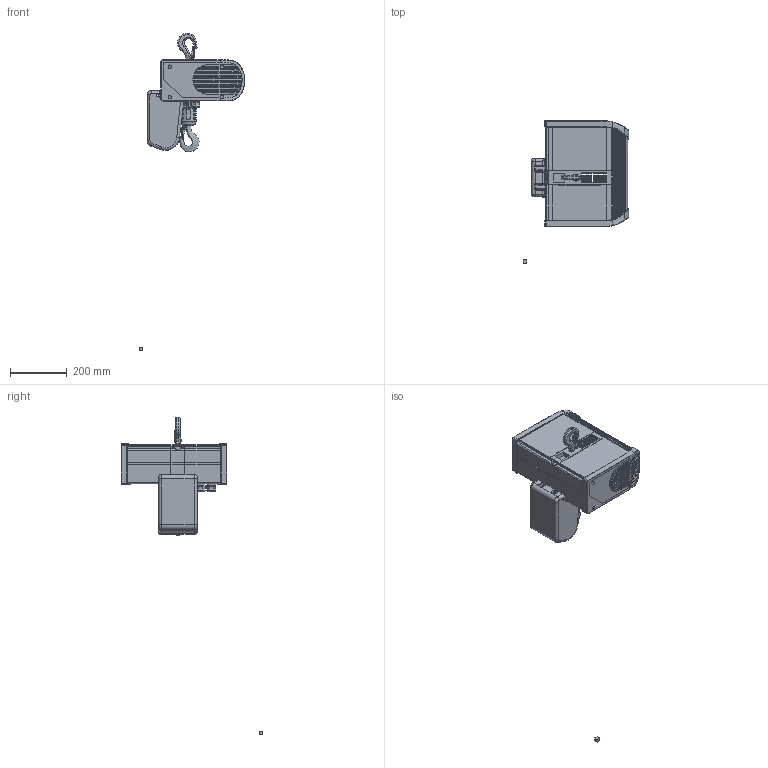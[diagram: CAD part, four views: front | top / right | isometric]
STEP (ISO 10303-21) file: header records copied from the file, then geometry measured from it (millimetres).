
FILE_DESCRIPTION(('STEP AP214'),'1');
FILE_NAME('temp1.stp','2014-09-19T05:12:34',(' '),(' '),'Spatial InterOp 3D',' ',' ');
FILE_SCHEMA(('automotive_design'));
Length unit declared in the file: millimetre
Products named in the file (22): Crane_3D; Fixing; Cover_1; Konecranes_cover1; Konecranes_cover2; Konecranes_cover3; H1-1448584_CLX02-koukku; Frame2; Hoi_K2_center_frame2; Hoi_K2_Left_frame2; Hoi_K2_Right_frame2; EL_plugs; HoiChaBag_K2_2; Hoi_KX2_Upp_Hook; 02fix; 53101527_1; Hook_KX012_2; Block_KX2_11; Hook_RSN012; 53101580_3_MODEL-2; Part_constr_2d
Assembly tree (21 placements, depth 4):
  Crane_3D
    Fixing
    H1-1448584_CLX02-koukku
      Cover_1
        Konecranes_cover1
        Konecranes_cover2
        Konecranes_cover3
      Frame2
        Hoi_K2_center_frame2
        Hoi_K2_Left_frame2
        Hoi_K2_Right_frame2
        EL_plugs
      HoiChaBag_K2_2
      Hoi_KX2_Upp_Hook
        02fix
        53101527_1
    Hook_KX012_2
      Block_KX2_11
      Hook_RSN012
        53101580_3_MODEL-2
        53101527_1
    Part_constr_2d
Bounding box: 372.99 x 500 x 1119 mm (x, y, z)
Volume: 3414642.8 mm3; surface area: 1282278.6 mm2
Topology: 16 solids, 16 shells, 1775 faces, 4878 edges, 3106 vertices
Faces by surface type: cylinder 783, plane 662, torus 160, bspline 126, cone 40, sphere 4
Entity records: 104279 total; most frequent: CARTESIAN_POINT 34741, ORIENTED_EDGE 9720, DIRECTION 9451, EDGE_CURVE 4860, STYLED_ITEM 3658, PRESENTATION_STYLE_ASSIGNMENT 3658, COLOUR_RGB 3658, AXIS2_PLACEMENT_3D 3468
